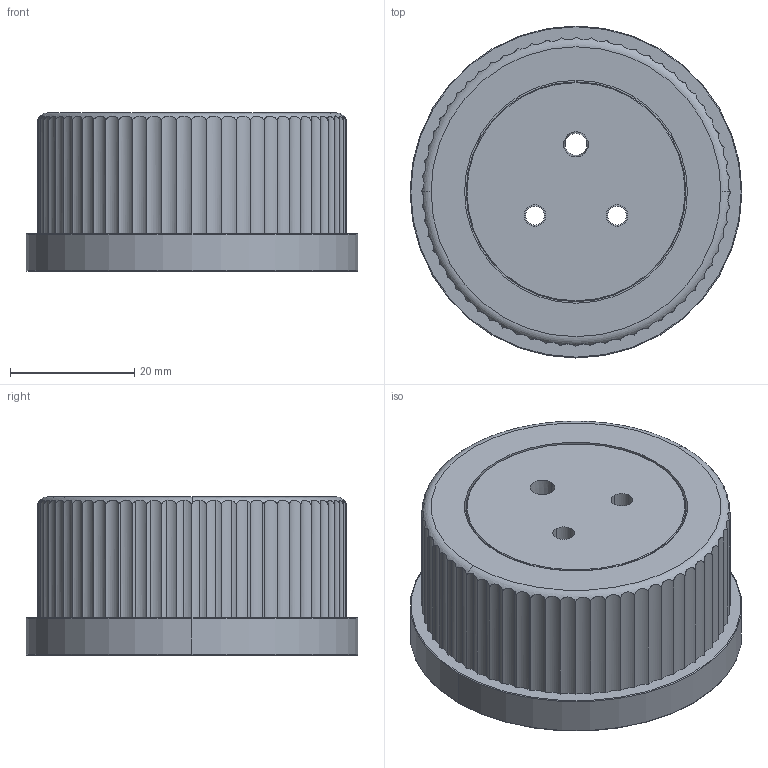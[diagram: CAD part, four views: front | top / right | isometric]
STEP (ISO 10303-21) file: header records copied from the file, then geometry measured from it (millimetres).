
FILE_DESCRIPTION (( 'STEP AP214' ), '1' );
FILE_NAME ('A-620.STEP', '2019-01-09T21:56:16', ( '' ), ( '' ), 'SwSTEP 2.0', 'SolidWorks 2016', '' );
FILE_SCHEMA (( 'AUTOMOTIVE_DESIGN' ));
Length unit declared in the file: inch
Products named in the file (3): A-620; A-600-02_A-600-02; A-620-01_A-620-01
Assembly tree (2 placements, depth 2):
  A-620
    A-620-01_A-620-01
    A-600-02_A-600-02
Bounding box: 53.34 x 53.34 x 25.4 mm (x, y, z)
Volume: 20053.8 mm3; surface area: 16471.8 mm2
Topology: 2 solids, 2 shells, 172 faces, 433 edges, 280 vertices
Faces by surface type: cylinder 106, cone 32, plane 23, torus 8, bspline 3
Entity records: 7991 total; most frequent: CARTESIAN_POINT 2470, DIRECTION 872, ORIENTED_EDGE 866, EDGE_CURVE 433, AXIS2_PLACEMENT_3D 364, VERTEX_POINT 280, EDGE_LOOP 195, CIRCLE 190
